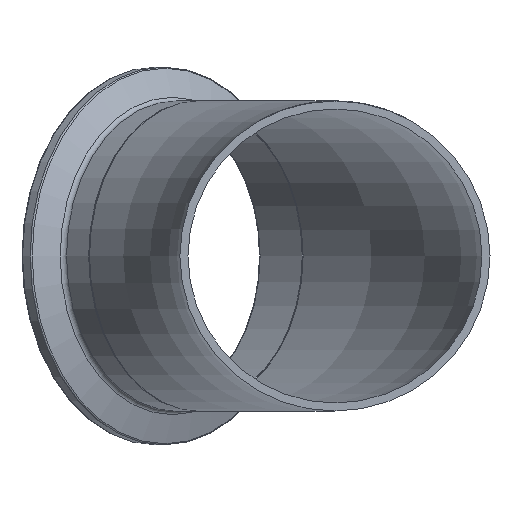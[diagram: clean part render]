
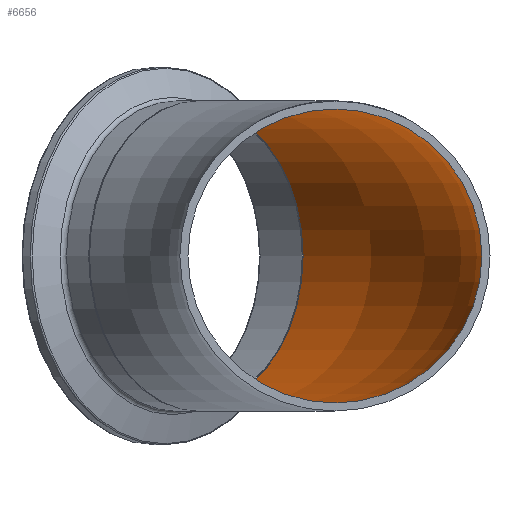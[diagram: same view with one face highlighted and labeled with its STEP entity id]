
A CAD part, front view. The second image highlights one B-rep face of the part: STEP entity #6656.
In plain terms, the highlighted toroidal (fillet/blend) face has major radius 95.25 mm and minor radius 30.099 mm.
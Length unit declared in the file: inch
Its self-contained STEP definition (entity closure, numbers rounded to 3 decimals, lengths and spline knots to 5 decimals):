
#16=TOROIDAL_SURFACE('',#7052,3.75,1.185);
#114=FACE_BOUND('',#1217,.T.);
#808=FACE_OUTER_BOUND('',#1216,.T.);
#1216=EDGE_LOOP('',(#6172));
#1217=EDGE_LOOP('',(#6173));
#1393=CIRCLE('',#7046,1.185);
#1395=CIRCLE('',#7049,1.185);
#3257=VERTEX_POINT('',#14595);
#3259=VERTEX_POINT('',#14600);
#4235=EDGE_CURVE('',#3257,#3257,#1393,.T.);
#4237=EDGE_CURVE('',#3259,#3259,#1395,.T.);
#6172=ORIENTED_EDGE('',*,*,#4237,.F.);
#6173=ORIENTED_EDGE('',*,*,#4235,.F.);
#6656=ADVANCED_FACE('',(#808,#114),#16,.F.);
#7046=AXIS2_PLACEMENT_3D('',#14596,#8257,#8258);
#7049=AXIS2_PLACEMENT_3D('',#14601,#8263,#8264);
#7052=AXIS2_PLACEMENT_3D('',#14604,#8269,#8270);
#8257=DIRECTION('center_axis',(0.707,-0.707,0.));
#8258=DIRECTION('ref_axis',(0.707,0.707,0.));
#8263=DIRECTION('center_axis',(0.,1.,0.));
#8264=DIRECTION('ref_axis',(1.,0.,0.));
#8269=DIRECTION('center_axis',(0.,0.,
-1.));
#8270=DIRECTION('ref_axis',(-0.707,0.707,0.));
#14595=CARTESIAN_POINT('',(-0.26043,5.31126,0.));
#14596=CARTESIAN_POINT('Origin',(-1.09835,4.47334,0.));
#14600=CARTESIAN_POINT('',(0.,1.82169,-1.185));
#14601=CARTESIAN_POINT('Origin',(0.,1.82169,
0.));
#14604=CARTESIAN_POINT('Origin',(-3.75,1.82169,0.));
